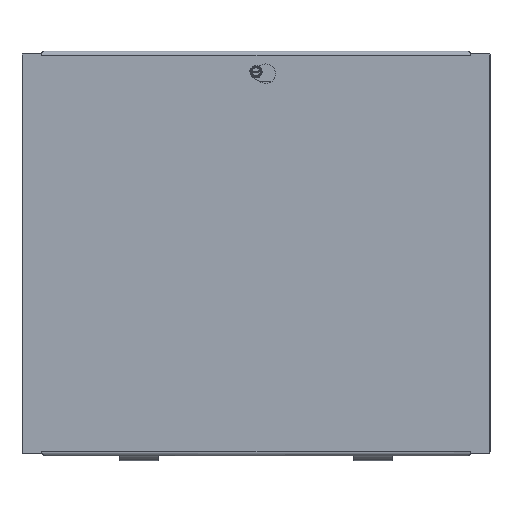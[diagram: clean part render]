
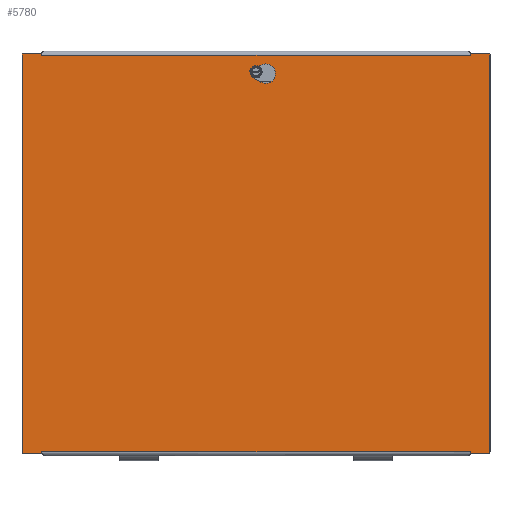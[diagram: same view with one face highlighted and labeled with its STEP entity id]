
A CAD part, top view. The second image highlights one B-rep face of the part: STEP entity #5780.
In plain terms, the highlighted planar face has unit normal (0, 0, 1).
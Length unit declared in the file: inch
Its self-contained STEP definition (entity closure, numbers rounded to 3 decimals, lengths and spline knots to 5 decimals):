
#447=LINE('',#9197,#944);
#451=LINE('',#9209,#948);
#454=LINE('',#9216,#951);
#456=LINE('',#9222,#953);
#459=LINE('',#9229,#956);
#463=LINE('',#9236,#960);
#465=LINE('',#9240,#962);
#466=LINE('',#9242,#963);
#467=LINE('',#9244,#964);
#468=LINE('',#9246,#965);
#469=LINE('',#9248,#966);
#470=LINE('',#9250,#967);
#471=LINE('',#9252,#968);
#472=LINE('',#9254,#969);
#473=LINE('',#9256,#970);
#474=LINE('',#9257,#971);
#475=LINE('',#9259,#972);
#476=LINE('',#9261,#973);
#477=LINE('',#9263,#974);
#478=LINE('',#9265,#975);
#479=LINE('',#9267,#976);
#480=LINE('',#9268,#977);
#944=VECTOR('',#7423,0.21651);
#948=VECTOR('',#7435,0.21651);
#951=VECTOR('',#7446,11.);
#953=VECTOR('',#7454,0.0002);
#956=VECTOR('',#7459,0.03145);
#960=VECTOR('',#7465,0.0002);
#962=VECTOR('',#7469,0.0002);
#963=VECTOR('',#7470,0.0002);
#964=VECTOR('',#7471,0.03145);
#965=VECTOR('',#7472,0.4998);
#966=VECTOR('',#7473,10.232);
#967=VECTOR('',#7474,0.4998);
#968=VECTOR('',#7475,0.03145);
#969=VECTOR('',#7476,0.0002);
#970=VECTOR('',#7477,0.0002);
#971=VECTOR('',#7478,11.);
#972=VECTOR('',#7479,0.0002);
#973=VECTOR('',#7480,0.0002);
#974=VECTOR('',#7481,0.03145);
#975=VECTOR('',#7482,0.4998);
#976=VECTOR('',#7483,10.232);
#977=VECTOR('',#7484,0.4998);
#1259=PLANE('',#6247);
#1426=FACE_BOUND('',#2100,.T.);
#1667=FACE_OUTER_BOUND('',#2099,.T.);
#2099=EDGE_LOOP('',(#4673,#4674,#4675,#4676,#4677,#4678,#4679,#4680,#4681,
#4682,#4683,#4684,#4685,#4686,#4687,#4688,#4689,#4690,#4691,#4692));
#2100=EDGE_LOOP('',(#4693,#4694,#4695,#4696));
#2400=CIRCLE('',#6236,0.25);
#2402=CIRCLE('',#6240,0.125);
#2756=VERTEX_POINT('',#9008);
#2778=VERTEX_POINT('',#9121);
#2781=VERTEX_POINT('',#9134);
#2800=VERTEX_POINT('',#9194);
#2801=VERTEX_POINT('',#9196);
#2803=VERTEX_POINT('',#9202);
#2805=VERTEX_POINT('',#9208);
#2806=VERTEX_POINT('',#9221);
#2808=VERTEX_POINT('',#9227);
#2809=VERTEX_POINT('',#9228);
#2812=VERTEX_POINT('',#9239);
#2813=VERTEX_POINT('',#9241);
#2814=VERTEX_POINT('',#9243);
#2815=VERTEX_POINT('',#9245);
#2816=VERTEX_POINT('',#9247);
#2817=VERTEX_POINT('',#9249);
#2818=VERTEX_POINT('',#9251);
#2819=VERTEX_POINT('',#9253);
#2820=VERTEX_POINT('',#9255);
#2821=VERTEX_POINT('',#9258);
#2822=VERTEX_POINT('',#9260);
#2823=VERTEX_POINT('',#9262);
#2824=VERTEX_POINT('',#9264);
#2825=VERTEX_POINT('',#9266);
#3453=EDGE_CURVE('',#2801,#2800,#447,.T.);
#3456=EDGE_CURVE('',#2803,#2801,#2400,.T.);
#3459=EDGE_CURVE('',#2805,#2803,#451,.T.);
#3462=EDGE_CURVE('',#2800,#2805,#2402,.T.);
#3464=EDGE_CURVE('',#2756,#2781,#454,.T.);
#3466=EDGE_CURVE('',#2806,#2756,#456,.T.);
#3469=EDGE_CURVE('',#2808,#2809,#459,.T.);
#3473=EDGE_CURVE('',#2809,#2806,#463,.T.);
#3475=EDGE_CURVE('',#2781,#2812,#465,.T.);
#3476=EDGE_CURVE('',#2812,#2813,#466,.T.);
#3477=EDGE_CURVE('',#2813,#2814,#467,.T.);
#3478=EDGE_CURVE('',#2815,#2814,#468,.T.);
#3479=EDGE_CURVE('',#2816,#2815,#469,.T.);
#3480=EDGE_CURVE('',#2817,#2816,#470,.T.);
#3481=EDGE_CURVE('',#2817,#2818,#471,.T.);
#3482=EDGE_CURVE('',#2818,#2819,#472,.T.);
#3483=EDGE_CURVE('',#2819,#2820,#473,.T.);
#3484=EDGE_CURVE('',#2820,#2778,#474,.T.);
#3485=EDGE_CURVE('',#2778,#2821,#475,.T.);
#3486=EDGE_CURVE('',#2821,#2822,#476,.T.);
#3487=EDGE_CURVE('',#2822,#2823,#477,.T.);
#3488=EDGE_CURVE('',#2824,#2823,#478,.T.);
#3489=EDGE_CURVE('',#2825,#2824,#479,.T.);
#3490=EDGE_CURVE('',#2808,#2825,#480,.T.);
#4673=ORIENTED_EDGE('',*,*,#3469,.T.);
#4674=ORIENTED_EDGE('',*,*,#3473,.T.);
#4675=ORIENTED_EDGE('',*,*,#3466,.T.);
#4676=ORIENTED_EDGE('',*,*,#3464,.T.);
#4677=ORIENTED_EDGE('',*,*,#3475,.T.);
#4678=ORIENTED_EDGE('',*,*,#3476,.T.);
#4679=ORIENTED_EDGE('',*,*,#3477,.T.);
#4680=ORIENTED_EDGE('',*,*,#3478,.F.);
#4681=ORIENTED_EDGE('',*,*,#3479,.F.);
#4682=ORIENTED_EDGE('',*,*,#3480,.F.);
#4683=ORIENTED_EDGE('',*,*,#3481,.T.);
#4684=ORIENTED_EDGE('',*,*,#3482,.T.);
#4685=ORIENTED_EDGE('',*,*,#3483,.T.);
#4686=ORIENTED_EDGE('',*,*,#3484,.T.);
#4687=ORIENTED_EDGE('',*,*,#3485,.T.);
#4688=ORIENTED_EDGE('',*,*,#3486,.T.);
#4689=ORIENTED_EDGE('',*,*,#3487,.T.);
#4690=ORIENTED_EDGE('',*,*,#3488,.F.);
#4691=ORIENTED_EDGE('',*,*,#3489,.F.);
#4692=ORIENTED_EDGE('',*,*,#3490,.F.);
#4693=ORIENTED_EDGE('',*,*,#3453,.T.);
#4694=ORIENTED_EDGE('',*,*,#3462,.T.);
#4695=ORIENTED_EDGE('',*,*,#3459,.T.);
#4696=ORIENTED_EDGE('',*,*,#3456,.T.);
#5780=ADVANCED_FACE('',(#1667,#1426),#1259,.T.);
#6236=AXIS2_PLACEMENT_3D('',#9203,#7429,#7430);
#6240=AXIS2_PLACEMENT_3D('',#9213,#7441,#7442);
#6247=AXIS2_PLACEMENT_3D('',#9238,#7467,#7468);
#7423=DIRECTION('',(0.866,-0.5,0.));
#7429=DIRECTION('center_axis',(0.,0.,-1.));
#7430=DIRECTION('ref_axis',(0.5,0.866,0.));
#7435=DIRECTION('',(-0.866,-0.5,0.));
#7441=DIRECTION('center_axis',(0.,0.,-1.));
#7442=DIRECTION('ref_axis',(0.5,-0.866,0.));
#7446=DIRECTION('',(-1.,0.,0.));
#7454=DIRECTION('',(0.,1.,0.));
#7459=DIRECTION('',(0.,-1.,0.));
#7465=DIRECTION('',(-1.,0.,0.));
#7467=DIRECTION('center_axis',(0.,0.,1.));
#7468=DIRECTION('ref_axis',(1.,0.,0.));
#7469=DIRECTION('',(0.,-1.,0.));
#7470=DIRECTION('',(-1.,0.,0.));
#7471=DIRECTION('',(0.,1.,0.));
#7472=DIRECTION('',(1.,0.,0.));
#7473=DIRECTION('',(0.,1.,0.));
#7474=DIRECTION('',(-1.,0.,0.));
#7475=DIRECTION('',(0.,1.,0.));
#7476=DIRECTION('',(1.,0.,0.));
#7477=DIRECTION('',(0.,-1.,0.));
#7478=DIRECTION('',(1.,0.,0.));
#7479=DIRECTION('',(0.,1.,0.));
#7480=DIRECTION('',(1.,0.,0.));
#7481=DIRECTION('',(0.,-1.,0.));
#7482=DIRECTION('',(-1.,0.,0.));
#7483=DIRECTION('',(0.,-1.,0.));
#7484=DIRECTION('',(1.,0.,0.));
#9008=CARTESIAN_POINT('',(11.5,10.20075,0.074));
#9121=CARTESIAN_POINT('',(11.5,0.03125,0.074));
#9134=CARTESIAN_POINT('',(0.5,10.20075,0.074));
#9194=CARTESIAN_POINT('',(6.0625,0.61252,0.074));
#9196=CARTESIAN_POINT('',(5.875,0.72077,0.074));
#9197=CARTESIAN_POINT('',(5.06403,1.18899,0.074));
#9202=CARTESIAN_POINT('',(5.875,0.28776,0.074));
#9203=CARTESIAN_POINT('Origin',(5.75,0.50427,0.074));
#9208=CARTESIAN_POINT('',(6.0625,0.39601,0.074));
#9209=CARTESIAN_POINT('',(6.96722,0.91835,0.074));
#9213=CARTESIAN_POINT('Origin',(6.,0.50427,0.074));
#9216=CARTESIAN_POINT('',(8.75,10.20075,0.074));
#9221=CARTESIAN_POINT('',(11.5,10.20055,0.074));
#9222=CARTESIAN_POINT('',(11.5,7.65828,0.074));
#9227=CARTESIAN_POINT('',(11.5002,10.232,0.074));
#9228=CARTESIAN_POINT('',(11.5002,10.20055,0.074));
#9229=CARTESIAN_POINT('',(11.5002,7.674,0.074));
#9236=CARTESIAN_POINT('',(8.7501,10.20055,0.074));
#9238=CARTESIAN_POINT('Origin',(6.,5.116,0.074));
#9239=CARTESIAN_POINT('',(0.5,10.20055,0.074));
#9240=CARTESIAN_POINT('',(0.5,7.674,0.074));
#9241=CARTESIAN_POINT('',(0.4998,10.20055,0.074));
#9242=CARTESIAN_POINT('',(3.25,10.20055,0.074));
#9243=CARTESIAN_POINT('',(0.4998,10.232,0.074));
#9244=CARTESIAN_POINT('',(0.4998,7.65828,0.074));
#9245=CARTESIAN_POINT('',(0.,10.232,0.074));
#9246=CARTESIAN_POINT('',(12.,10.232,0.074));
#9247=CARTESIAN_POINT('',(0.,0.,0.074));
#9248=CARTESIAN_POINT('',(0.,10.232,0.074));
#9249=CARTESIAN_POINT('',(0.4998,0.,0.074));
#9250=CARTESIAN_POINT('',(0.,0.,0.074));
#9251=CARTESIAN_POINT('',(0.4998,0.03145,0.074));
#9252=CARTESIAN_POINT('',(0.4998,2.558,0.074));
#9253=CARTESIAN_POINT('',(0.5,0.03145,0.074));
#9254=CARTESIAN_POINT('',(3.2499,0.03145,0.074));
#9255=CARTESIAN_POINT('',(0.5,0.03125,0.074));
#9256=CARTESIAN_POINT('',(0.5,2.57373,0.074));
#9257=CARTESIAN_POINT('',(3.25,0.03125,0.074));
#9258=CARTESIAN_POINT('',(11.5,0.03145,0.074));
#9259=CARTESIAN_POINT('',(11.5,2.558,0.074));
#9260=CARTESIAN_POINT('',(11.5002,0.03145,0.074));
#9261=CARTESIAN_POINT('',(8.75,0.03145,0.074));
#9262=CARTESIAN_POINT('',(11.5002,0.,0.074));
#9263=CARTESIAN_POINT('',(11.5002,2.57373,0.074));
#9264=CARTESIAN_POINT('',(12.,0.,0.074));
#9265=CARTESIAN_POINT('',(0.,0.,0.074));
#9266=CARTESIAN_POINT('',(12.,10.232,0.074));
#9267=CARTESIAN_POINT('',(12.,0.,0.074));
#9268=CARTESIAN_POINT('',(12.,10.232,0.074));
